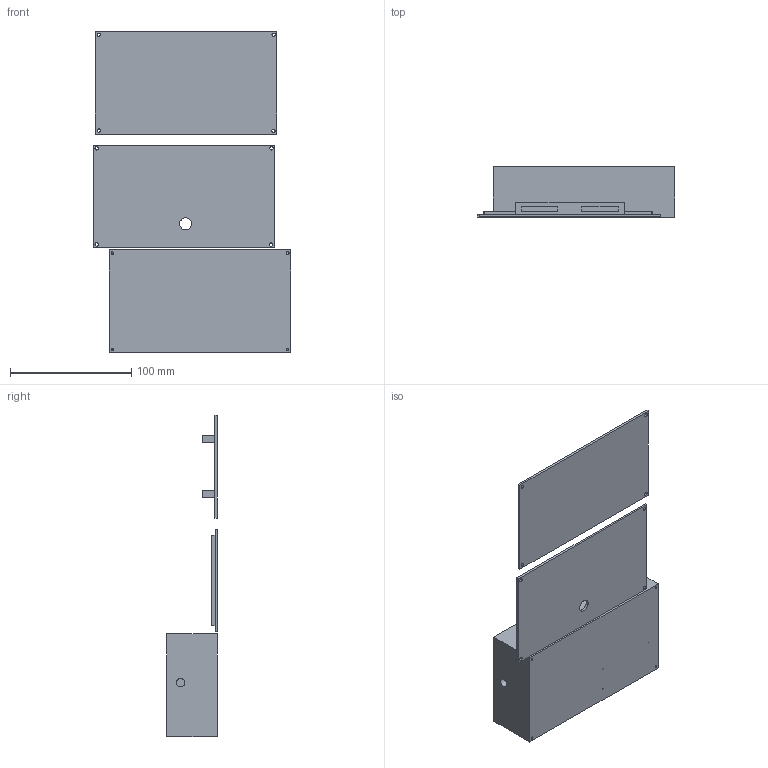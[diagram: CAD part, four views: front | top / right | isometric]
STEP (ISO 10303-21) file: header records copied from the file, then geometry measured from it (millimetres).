
FILE_DESCRIPTION(/* description */ (''),/* implementation_level */ '2;1');
FILE_NAME(/* name */ 'final 3d model.step',/* time_stamp */ '2019-05-30T21:58:43+02:00',/* author */ ('markrozing'),/* organization */ (''),/* preprocessor_version */ 'ST-DEVELOPER v18',/* originating_system */ 'Autodesk Translation Framework v8.2.0.1029',/* authorisation */ '');
FILE_SCHEMA (('AUTOMOTIVE_DESIGN { 1 0 10303 214 3 1 1 }'));
Length unit declared in the file: millimetre
Products named in the file (1): 55
Bounding box: 163.15 x 42.02 x 265.5 mm (x, y, z)
Volume: 237227 mm3; surface area: 120389.6 mm2
Topology: 3 solids, 3 shells, 94 faces, 261 edges, 180 vertices
Faces by surface type: plane 59, cylinder 23, cone 12
Full cylindrical faces by diameter (mm): 2.175 x12, 2.75 x8, 7 x1, 10 x1, 13 x1
Entity records: 3412 total; most frequent: CARTESIAN_POINT 938, ORIENTED_EDGE 502, DIRECTION 459, EDGE_CURVE 251, VERTEX_POINT 180, LINE 177, VECTOR 177, EDGE_LOOP 141
